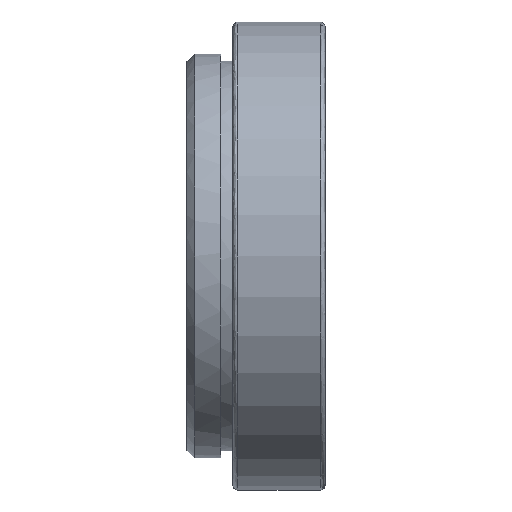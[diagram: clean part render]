
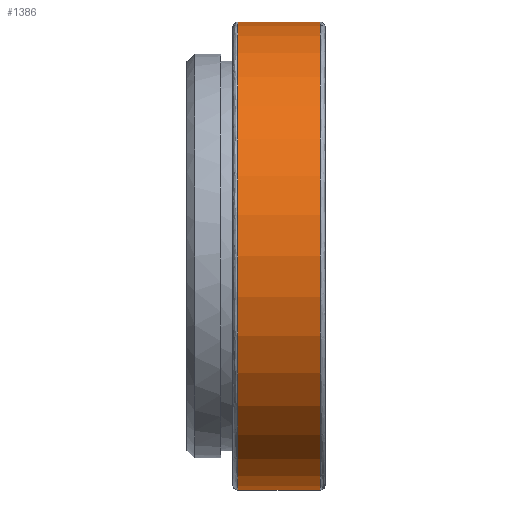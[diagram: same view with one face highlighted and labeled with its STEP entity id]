
A CAD part, front view. The second image highlights one B-rep face of the part: STEP entity #1386.
In plain terms, the highlighted cylindrical face has radius 15.25 mm (diameter 30.5 mm), a full revolution.
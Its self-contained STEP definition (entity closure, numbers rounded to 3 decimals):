
#121 = ORIENTED_EDGE ( 'NONE', *, *, #725, .T. ) ;
#344 = CARTESIAN_POINT ( 'NONE',  ( -5.7, 0., 0. ) ) ;
#469 = CARTESIAN_POINT ( 'NONE',  ( -0.3, 0., 0. ) ) ;
#477 = CARTESIAN_POINT ( 'NONE',  ( -5.7, 0., -15.25 ) ) ;
#522 = EDGE_LOOP ( 'NONE', ( #121 ) ) ;
#564 = EDGE_LOOP ( 'NONE', ( #1794 ) ) ;
#569 = FACE_OUTER_BOUND ( 'NONE', #564, .T. ) ;
#578 = FACE_OUTER_BOUND ( 'NONE', #522, .T. ) ;
#688 = CARTESIAN_POINT ( 'NONE',  ( 0., 0., 0. ) ) ;
#725 = EDGE_CURVE ( 'NONE', #771, #771, #1348, .T. ) ;
#771 = VERTEX_POINT ( 'NONE', #477 ) ;
#848 = DIRECTION ( 'NONE',  ( 0., 0., -1. ) ) ;
#896 = DIRECTION ( 'NONE',  ( 0., 0., -1. ) ) ;
#979 = DIRECTION ( 'NONE',  ( 1., 0., 0. ) ) ;
#1162 = CYLINDRICAL_SURFACE ( 'NONE', #1907, 15.25 ) ;
#1216 = EDGE_CURVE ( 'NONE', #1237, #1237, #1718, .T. ) ;
#1237 = VERTEX_POINT ( 'NONE', #1833 ) ;
#1348 = CIRCLE ( 'NONE', #1627, 15.25 ) ;
#1367 = DIRECTION ( 'NONE',  ( 0., 0., -1. ) ) ;
#1379 = DIRECTION ( 'NONE',  ( -1., 0., 0. ) ) ;
#1386 = ADVANCED_FACE ( 'NONE', ( #578, #569 ), #1162, .T. ) ;
#1538 = DIRECTION ( 'NONE',  ( 1., 0., 0. ) ) ;
#1627 = AXIS2_PLACEMENT_3D ( 'NONE', #344, #1538, #1367 ) ;
#1718 = CIRCLE ( 'NONE', #1874, 15.25 ) ;
#1794 = ORIENTED_EDGE ( 'NONE', *, *, #1216, .T. ) ;
#1833 = CARTESIAN_POINT ( 'NONE',  ( -0.3, 0., -15.25 ) ) ;
#1874 = AXIS2_PLACEMENT_3D ( 'NONE', #469, #1379, #896 ) ;
#1907 = AXIS2_PLACEMENT_3D ( 'NONE', #688, #979, #848 ) ;
